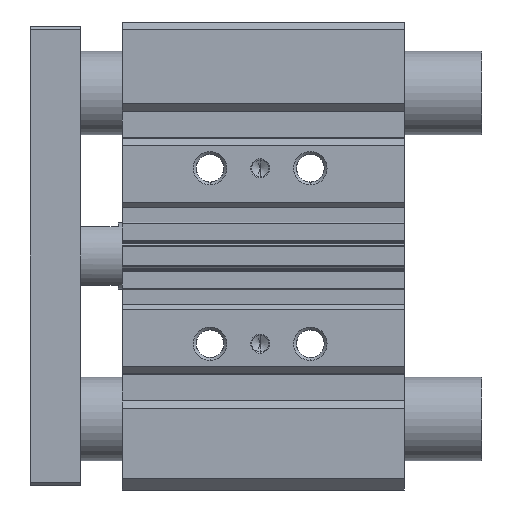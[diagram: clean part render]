
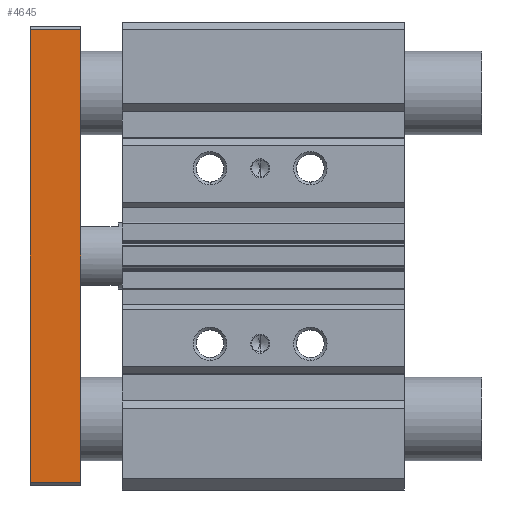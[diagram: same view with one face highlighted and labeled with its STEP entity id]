
A CAD part, front view. The second image highlights one B-rep face of the part: STEP entity #4645.
In plain terms, the highlighted planar face has unit normal (0, -1, 0).
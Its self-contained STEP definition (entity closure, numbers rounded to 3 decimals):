
#978 = EDGE_LOOP ( 'NONE', ( #8029, #1255, #1373, #11642 ) ) ;
#1189 = VECTOR ( 'NONE', #5127, 1000. ) ;
#1255 = ORIENTED_EDGE ( 'NONE', *, *, #8744, .T. ) ;
#1295 = CARTESIAN_POINT ( 'NONE',  ( -10., -22., 0. ) ) ;
#1330 = EDGE_CURVE ( 'NONE', #9962, #8555, #10342, .T. ) ;
#1373 = ORIENTED_EDGE ( 'NONE', *, *, #8453, .T. ) ;
#2738 = DIRECTION ( 'NONE',  ( -1., 0., 0. ) ) ;
#3266 = PLANE ( 'NONE',  #7849 ) ;
#3588 = CARTESIAN_POINT ( 'NONE',  ( -10., -22., -54.12 ) ) ;
#4645 = ADVANCED_FACE ( 'NONE', ( #12519 ), #3266, .T. ) ;
#5127 = DIRECTION ( 'NONE',  ( 0., 0., -1. ) ) ;
#5182 = DIRECTION ( 'NONE',  ( 0., -1., 0. ) ) ;
#5368 = CARTESIAN_POINT ( 'NONE',  ( -10., -22., 54.12 ) ) ;
#5427 = CARTESIAN_POINT ( 'NONE',  ( -10., -22., -54.12 ) ) ;
#5831 = CARTESIAN_POINT ( 'NONE',  ( -10., -22., 54.12 ) ) ;
#6366 = LINE ( 'NONE', #7242, #1189 ) ;
#7242 = CARTESIAN_POINT ( 'NONE',  ( -22., -22., 54.12 ) ) ;
#7247 = DIRECTION ( 'NONE',  ( 0., 0., -1. ) ) ;
#7302 = DIRECTION ( 'NONE',  ( 0., 0., -1. ) ) ;
#7849 = AXIS2_PLACEMENT_3D ( 'NONE', #5368, #5182, #7302 ) ;
#7953 = LINE ( 'NONE', #5831, #12942 ) ;
#8029 = ORIENTED_EDGE ( 'NONE', *, *, #1330, .F. ) ;
#8453 = EDGE_CURVE ( 'NONE', #10314, #11997, #6366, .T. ) ;
#8513 = EDGE_CURVE ( 'NONE', #8555, #11997, #9603, .T. ) ;
#8555 = VERTEX_POINT ( 'NONE', #3588 ) ;
#8744 = EDGE_CURVE ( 'NONE', #9962, #10314, #7953, .T. ) ;
#8991 = VECTOR ( 'NONE', #10588, 1000. ) ;
#9125 = VECTOR ( 'NONE', #7247, 1000. ) ;
#9603 = LINE ( 'NONE', #5427, #8991 ) ;
#9962 = VERTEX_POINT ( 'NONE', #10289 ) ;
#10289 = CARTESIAN_POINT ( 'NONE',  ( -10., -22., 54.12 ) ) ;
#10314 = VERTEX_POINT ( 'NONE', #12510 ) ;
#10342 = LINE ( 'NONE', #1295, #9125 ) ;
#10588 = DIRECTION ( 'NONE',  ( -1., 0., 0. ) ) ;
#11642 = ORIENTED_EDGE ( 'NONE', *, *, #8513, .F. ) ;
#11997 = VERTEX_POINT ( 'NONE', #12683 ) ;
#12510 = CARTESIAN_POINT ( 'NONE',  ( -22., -22., 54.12 ) ) ;
#12519 = FACE_OUTER_BOUND ( 'NONE', #978, .T. ) ;
#12683 = CARTESIAN_POINT ( 'NONE',  ( -22., -22., -54.12 ) ) ;
#12942 = VECTOR ( 'NONE', #2738, 1000. ) ;
